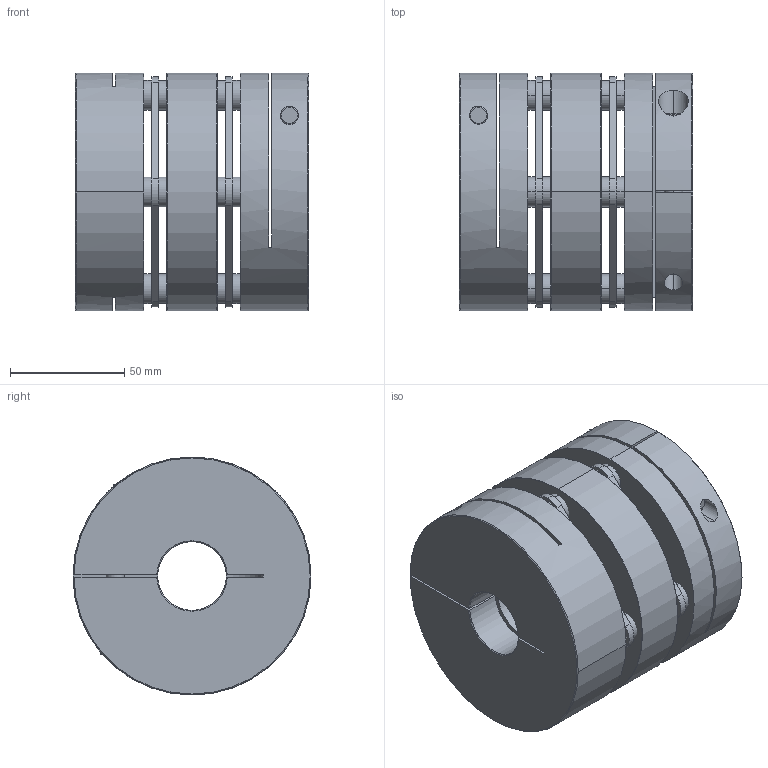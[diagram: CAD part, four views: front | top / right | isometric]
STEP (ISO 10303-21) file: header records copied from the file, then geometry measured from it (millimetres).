
FILE_DESCRIPTION (( 'STEP AP203' ), '1' );
FILE_NAME ('CL18-C104_Double.step', '2011-08-10T07:24:54', ( '' ), ( '' ), 'SwSTEP 2.0', 'SolidWorks 2010', '' );
FILE_SCHEMA (( 'CONFIG_CONTROL_DESIGN' ));
Length unit declared in the file: millimetre
Products named in the file (1): CL18-C104_Double
Bounding box: 102 x 104 x 104 mm (x, y, z)
Volume: 664275.9 mm3; surface area: 145779.6 mm2
Topology: 15 solids, 15 shells, 164 faces, 364 edges, 236 vertices
Faces by surface type: plane 70, cylinder 68, torus 20, cone 6
Entity records: 4987 total; most frequent: CARTESIAN_POINT 1117, DIRECTION 856, ORIENTED_EDGE 728, EDGE_CURVE 364, AXIS2_PLACEMENT_3D 347, VERTEX_POINT 236, EDGE_LOOP 188, CIRCLE 182
